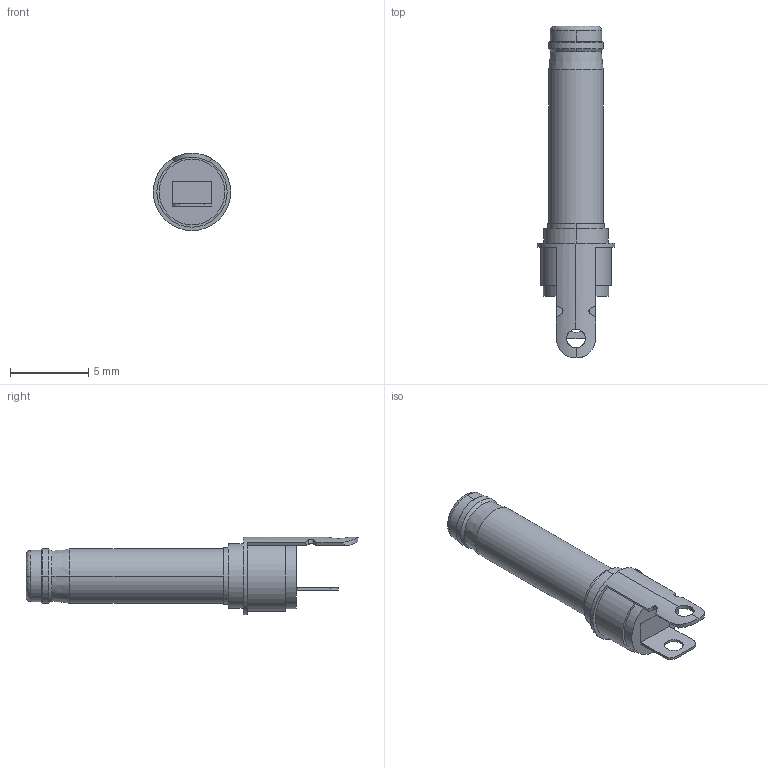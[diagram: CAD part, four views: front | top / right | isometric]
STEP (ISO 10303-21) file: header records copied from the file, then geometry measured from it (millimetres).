
FILE_DESCRIPTION (( 'STEP AP203' ), '1' );
FILE_NAME ('50-00620_revA.STEP', '2019-04-17T18:40:30', ( '' ), ( '' ), 'SwSTEP 2.0', 'SolidWorks 2015', '' );
FILE_SCHEMA (( 'CONFIG_CONTROL_DESIGN' ));
Length unit declared in the file: millimetre
Products named in the file (6): 50-00620 center terminal; 50-00620 ground terminal; 50-00620 shell; 50-00620_revA; 50-00620 insulator plug; 50-00620 insulator
Assembly tree (5 placements, depth 2):
  50-00620_revA
    50-00620 insulator
    50-00620 insulator plug
    50-00620 shell
    50-00620 center terminal
    50-00620 ground terminal
Bounding box: 4.95 x 21.25 x 4.95 mm (x, y, z)
Volume: 155.1 mm3; surface area: 849.7 mm2
Topology: 5 solids, 5 shells, 206 faces, 558 edges, 357 vertices
Faces by surface type: plane 93, cylinder 71, cone 30, bspline 12
Entity records: 7670 total; most frequent: CARTESIAN_POINT 1985, ORIENTED_EDGE 1100, DIRECTION 1049, EDGE_CURVE 550, AXIS2_PLACEMENT_3D 406, VERTEX_POINT 357, VECTOR 237, LINE 237
